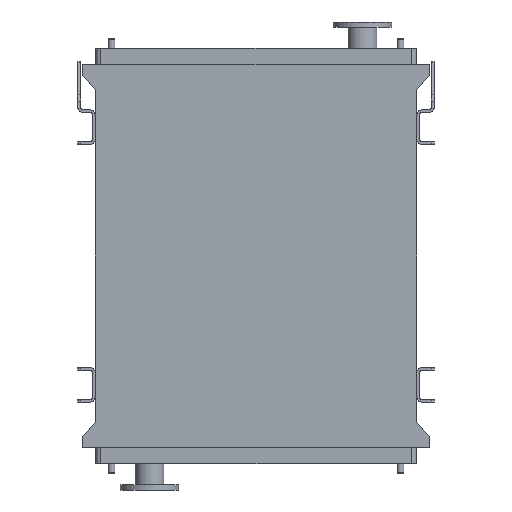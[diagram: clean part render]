
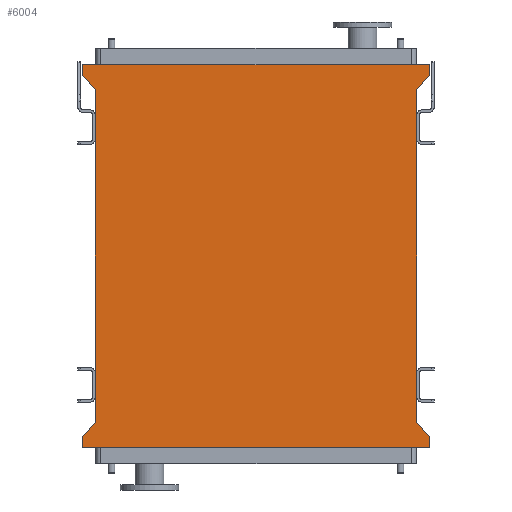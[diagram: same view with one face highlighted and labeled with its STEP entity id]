
A CAD part, front view. The second image highlights one B-rep face of the part: STEP entity #6004.
In plain terms, the highlighted planar face has unit normal (0, -1, 0).
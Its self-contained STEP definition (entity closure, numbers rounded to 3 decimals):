
#89 = CARTESIAN_POINT ( 'NONE',  ( 605., 0., 0. ) ) ;
#125 = CARTESIAN_POINT ( 'NONE',  ( -605., 0., -1250. ) ) ;
#224 = VERTEX_POINT ( 'NONE', #7489 ) ;
#332 = VECTOR ( 'NONE', #1911, 1000. ) ;
#670 = DIRECTION ( 'NONE',  ( 0.655, 0., 0.755 ) ) ;
#703 = CARTESIAN_POINT ( 'NONE',  ( -651., 0., -1303. ) ) ;
#1180 = AXIS2_PLACEMENT_3D ( 'NONE', #14013, #11576, #10577 ) ;
#1216 = LINE ( 'NONE', #12699, #14265 ) ;
#1488 = VECTOR ( 'NONE', #8037, 1000. ) ;
#1512 = CARTESIAN_POINT ( 'NONE',  ( 651., 0., 95. ) ) ;
#1777 = VERTEX_POINT ( 'NONE', #125 ) ;
#1911 = DIRECTION ( 'NONE',  ( 0.655, 0., -0.755 ) ) ;
#1944 = VECTOR ( 'NONE', #13060, 1000. ) ;
#2133 = VERTEX_POINT ( 'NONE', #12487 ) ;
#2276 = VECTOR ( 'NONE', #12906, 1000. ) ;
#2553 = CARTESIAN_POINT ( 'NONE',  ( 605., 0., -1250. ) ) ;
#2601 = VECTOR ( 'NONE', #5435, 1000. ) ;
#3112 = EDGE_CURVE ( 'NONE', #6364, #5136, #8998, .T. ) ;
#3146 = CARTESIAN_POINT ( 'NONE',  ( -651., 0., 53. ) ) ;
#3981 = CARTESIAN_POINT ( 'NONE',  ( 651., 0., 95. ) ) ;
#4018 = VECTOR ( 'NONE', #12173, 1000. ) ;
#4234 = DIRECTION ( 'NONE',  ( 0., 0., -1. ) ) ;
#4506 = CARTESIAN_POINT ( 'NONE',  ( -605., 0., -1250. ) ) ;
#4542 = EDGE_CURVE ( 'NONE', #7566, #13516, #8942, .T. ) ;
#4584 = VECTOR ( 'NONE', #4234, 1000. ) ;
#4696 = VECTOR ( 'NONE', #670, 1000. ) ;
#4718 = CARTESIAN_POINT ( 'NONE',  ( -651., 0., 53. ) ) ;
#4808 = DIRECTION ( 'NONE',  ( 0., 0., 1. ) ) ;
#5136 = VERTEX_POINT ( 'NONE', #89 ) ;
#5435 = DIRECTION ( 'NONE',  ( -0.655, 0., -0.755 ) ) ;
#5521 = EDGE_CURVE ( 'NONE', #13516, #6611, #12559, .T. ) ;
#5576 = CARTESIAN_POINT ( 'NONE',  ( -651., 0., 95. ) ) ;
#5864 = CARTESIAN_POINT ( 'NONE',  ( 651., 0., 53. ) ) ;
#6004 = ADVANCED_FACE ( 'NONE', ( #14863 ), #13175, .T. ) ;
#6186 = LINE ( 'NONE', #5864, #2601 ) ;
#6364 = VERTEX_POINT ( 'NONE', #8834 ) ;
#6530 = EDGE_CURVE ( 'NONE', #6611, #13451, #14531, .T. ) ;
#6611 = VERTEX_POINT ( 'NONE', #1512 ) ;
#7431 = LINE ( 'NONE', #2553, #332 ) ;
#7489 = CARTESIAN_POINT ( 'NONE',  ( -605., 0., 0. ) ) ;
#7566 = VERTEX_POINT ( 'NONE', #3146 ) ;
#7681 = LINE ( 'NONE', #12765, #4018 ) ;
#8037 = DIRECTION ( 'NONE',  ( 0., 0., 1. ) ) ;
#8834 = CARTESIAN_POINT ( 'NONE',  ( 605., 0., -1250. ) ) ;
#8942 = LINE ( 'NONE', #4718, #2276 ) ;
#8998 = LINE ( 'NONE', #14116, #1488 ) ;
#9077 = CARTESIAN_POINT ( 'NONE',  ( 651., 0., 53. ) ) ;
#9195 = VECTOR ( 'NONE', #10208, 1000. ) ;
#9199 = CARTESIAN_POINT ( 'NONE',  ( -651., 0., -1345. ) ) ;
#9227 = VECTOR ( 'NONE', #4808, 1000. ) ;
#9449 = EDGE_CURVE ( 'NONE', #10559, #1777, #14616, .T. ) ;
#9520 = CARTESIAN_POINT ( 'NONE',  ( 651., 0., -1303. ) ) ;
#9571 = DIRECTION ( 'NONE',  ( 0., 0., -1. ) ) ;
#9743 = EDGE_CURVE ( 'NONE', #9798, #11675, #7681, .T. ) ;
#9798 = VERTEX_POINT ( 'NONE', #10415 ) ;
#9951 = EDGE_CURVE ( 'NONE', #6364, #2133, #7431, .T. ) ;
#10208 = DIRECTION ( 'NONE',  ( 0., 0., 1. ) ) ;
#10292 = CARTESIAN_POINT ( 'NONE',  ( -651., 0., -1345. ) ) ;
#10415 = CARTESIAN_POINT ( 'NONE',  ( 651., 0., -1345. ) ) ;
#10559 = VERTEX_POINT ( 'NONE', #10778 ) ;
#10577 = DIRECTION ( 'NONE',  ( 0., 0., -1. ) ) ;
#10778 = CARTESIAN_POINT ( 'NONE',  ( -651., 0., -1303. ) ) ;
#11359 = EDGE_CURVE ( 'NONE', #224, #7566, #1216, .T. ) ;
#11569 = EDGE_CURVE ( 'NONE', #2133, #9798, #12445, .T. ) ;
#11576 = DIRECTION ( 'NONE',  ( 0., -1., 0. ) ) ;
#11675 = VERTEX_POINT ( 'NONE', #9199 ) ;
#12046 = ORIENTED_EDGE ( 'NONE', *, *, #9951, .F. ) ;
#12173 = DIRECTION ( 'NONE',  ( -1., 0., 0. ) ) ;
#12377 = ORIENTED_EDGE ( 'NONE', *, *, #11569, .F. ) ;
#12397 = ORIENTED_EDGE ( 'NONE', *, *, #15385, .F. ) ;
#12445 = LINE ( 'NONE', #9520, #15144 ) ;
#12487 = CARTESIAN_POINT ( 'NONE',  ( 651., 0., -1303. ) ) ;
#12555 = ORIENTED_EDGE ( 'NONE', *, *, #9449, .F. ) ;
#12559 = LINE ( 'NONE', #13109, #1944 ) ;
#12652 = DIRECTION ( 'NONE',  ( -0.655, 0., 0.755 ) ) ;
#12699 = CARTESIAN_POINT ( 'NONE',  ( -605., 0., 0. ) ) ;
#12732 = ORIENTED_EDGE ( 'NONE', *, *, #9743, .F. ) ;
#12765 = CARTESIAN_POINT ( 'NONE',  ( 651., 0., -1345. ) ) ;
#12782 = LINE ( 'NONE', #4506, #9227 ) ;
#12906 = DIRECTION ( 'NONE',  ( 0., 0., 1. ) ) ;
#13060 = DIRECTION ( 'NONE',  ( 1., 0., 0. ) ) ;
#13094 = ORIENTED_EDGE ( 'NONE', *, *, #13617, .F. ) ;
#13108 = ORIENTED_EDGE ( 'NONE', *, *, #11359, .F. ) ;
#13109 = CARTESIAN_POINT ( 'NONE',  ( -651., 0., 95. ) ) ;
#13175 = PLANE ( 'NONE',  #1180 ) ;
#13451 = VERTEX_POINT ( 'NONE', #9077 ) ;
#13516 = VERTEX_POINT ( 'NONE', #5576 ) ;
#13561 = EDGE_CURVE ( 'NONE', #13451, #5136, #6186, .T. ) ;
#13617 = EDGE_CURVE ( 'NONE', #1777, #224, #12782, .T. ) ;
#13627 = ORIENTED_EDGE ( 'NONE', *, *, #3112, .T. ) ;
#13698 = ORIENTED_EDGE ( 'NONE', *, *, #5521, .F. ) ;
#13774 = ORIENTED_EDGE ( 'NONE', *, *, #6530, .F. ) ;
#13833 = ORIENTED_EDGE ( 'NONE', *, *, #4542, .F. ) ;
#13849 = ORIENTED_EDGE ( 'NONE', *, *, #13561, .F. ) ;
#14013 = CARTESIAN_POINT ( 'NONE',  ( -605., 0., -1250. ) ) ;
#14116 = CARTESIAN_POINT ( 'NONE',  ( 605., 0., -1250. ) ) ;
#14265 = VECTOR ( 'NONE', #12652, 1000. ) ;
#14470 = EDGE_LOOP ( 'NONE', ( #13627, #13849, #13774, #13698, #13833, #13108, #13094, #12555, #12397, #12732, #12377, #12046 ) ) ;
#14531 = LINE ( 'NONE', #3981, #4584 ) ;
#14616 = LINE ( 'NONE', #703, #4696 ) ;
#14863 = FACE_OUTER_BOUND ( 'NONE', #14470, .T. ) ;
#15144 = VECTOR ( 'NONE', #9571, 1000. ) ;
#15385 = EDGE_CURVE ( 'NONE', #11675, #10559, #15423, .T. ) ;
#15423 = LINE ( 'NONE', #10292, #9195 ) ;
